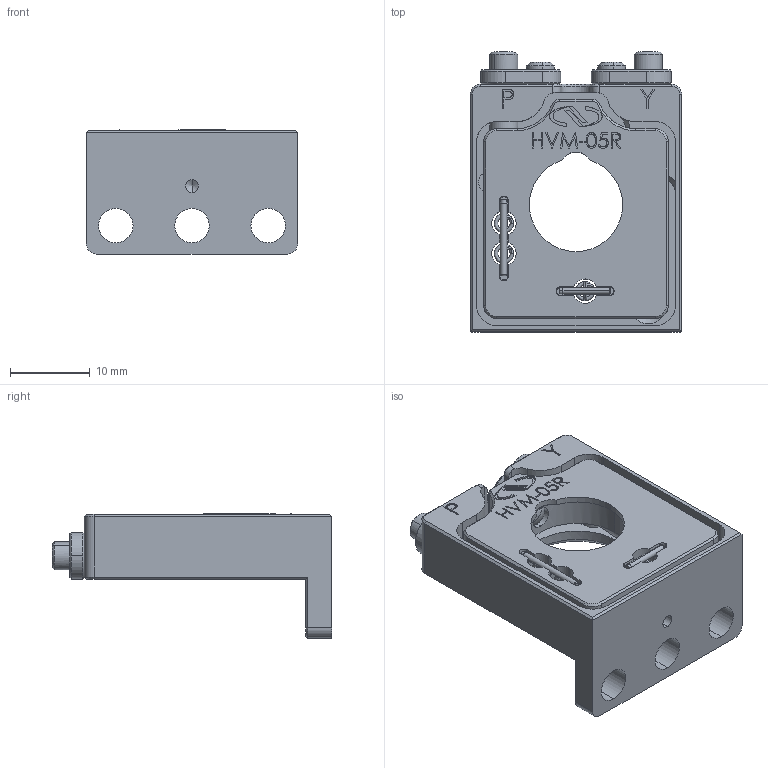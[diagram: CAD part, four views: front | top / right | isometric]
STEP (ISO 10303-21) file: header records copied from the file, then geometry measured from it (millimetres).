
FILE_DESCRIPTION((''),'2;1');
FILE_NAME('HVM-05R','2025-03-08T04:44:35',('Administrator'),(''),'CREO PARAMETRIC BY PTC INC, 2020414','CREO PARAMETRIC BY PTC INC, 2020414','');
FILE_SCHEMA(('AUTOMOTIVE_DESIGN { 1 0 10303 214 1 1 1 1 }'));
Length unit declared in the file: inch
Products named in the file (1): HVM-05R
Bounding box: 26.42 x 35 x 15.53 mm (x, y, z)
Volume: 4835.1 mm3; surface area: 5715.6 mm2
Topology: 4 solids, 6 shells, 669 faces, 1774 edges, 1130 vertices
Faces by surface type: plane 337, cylinder 118, cone 107, bspline 43, extrusion 36, torus 26, sphere 2
Entity records: 45269 total; most frequent: CARTESIAN_POINT 23495, ORIENTED_EDGE 3520, DIRECTION 3174, PRESENTATION_STYLE_ASSIGNMENT 1765, STYLED_ITEM 1765, CURVE_STYLE 1761, EDGE_CURVE 1760, VERTEX_POINT 1130
